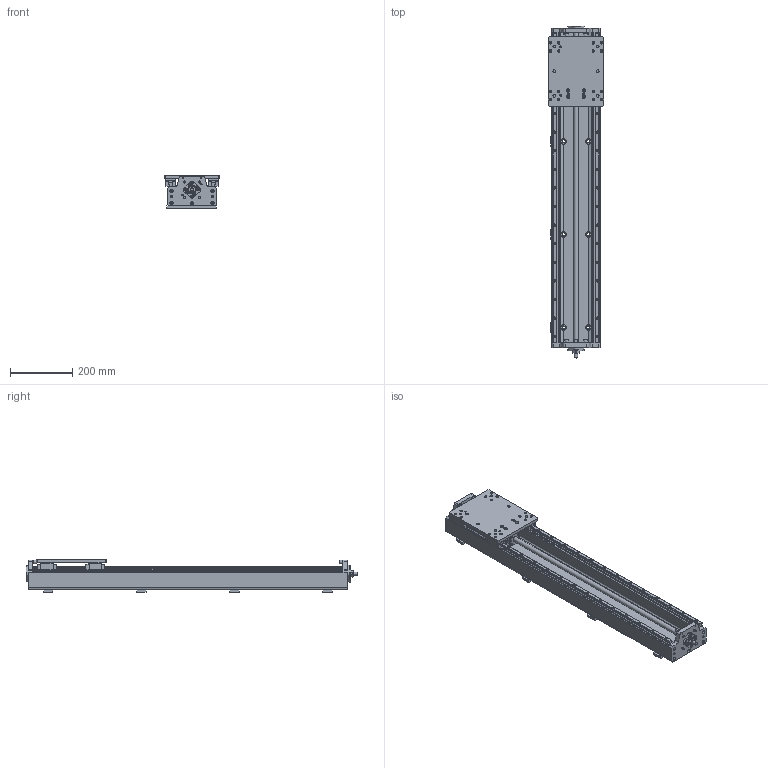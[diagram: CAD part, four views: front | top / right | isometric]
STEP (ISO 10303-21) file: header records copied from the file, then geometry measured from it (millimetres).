
FILE_DESCRIPTION((''),'2;1');
FILE_NAME('KK-HD-180-15-16XX-1000.stp','2009-03-21T10:24:15',('kurt'),(''),'Autodesk Inventor 2008','Autodesk Inventor 2008','');
FILE_SCHEMA(('AUTOMOTIVE_DESIGN { 1 0 10303 214 1 1 1 1 }'));
Length unit declared in the file: millimetre
Products named in the file (1): Part41
Bounding box: 180 x 1070.5 x 105 mm (x, y, z)
Volume: 6206997.5 mm3; surface area: 873188.2 mm2
Topology: 1 solids, 19 shells, 2608 faces, 7093 edges, 4695 vertices
Faces by surface type: plane 1592, cylinder 439, bspline 435, cone 126, torus 16
Full cylindrical faces by diameter (mm): 2.459 x4, 3 x5, 3.242 x42, 3.5 x4, 3.6 x1, 4 x18, 4.134 x10, 4.5 x58, 4.917 x11, 5.5 x14, 6 x12, 6.6 x14, 7.5 x34, 8 x28, 8.376 x6, 9.5 x4, 9.6 x1, 10 x8, 10.106 x8, 11 x18, 12 x1, 15 x1, 15.12 x4, 15.36 x2, 16 x3, 17 x1, 18 x8, 20.88 x4, 24 x2, 26 x2
Entity records: 89371 total; most frequent: CARTESIAN_POINT 25395, ORIENTED_EDGE 12982, DIRECTION 10950, EDGE_CURVE 6491, VECTOR 4548, LINE 4548, VERTEX_POINT 4539, EDGE_LOOP 3416
